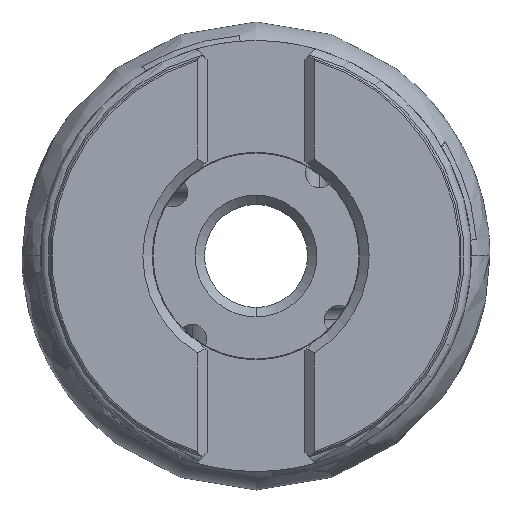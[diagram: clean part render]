
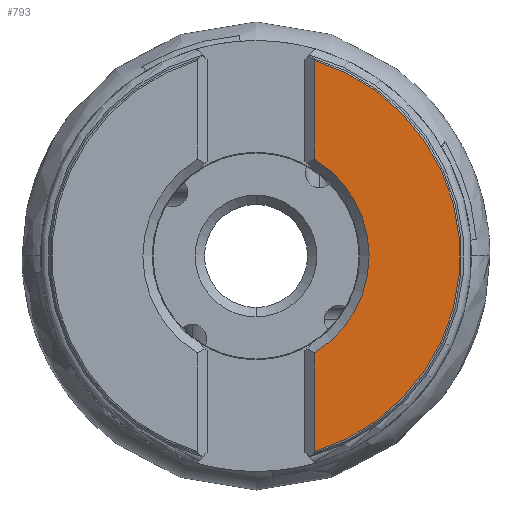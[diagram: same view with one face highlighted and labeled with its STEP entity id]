
A CAD part, left-side view. The second image highlights one B-rep face of the part: STEP entity #793.
In plain terms, the highlighted planar face has unit normal (-1, 0, 0).
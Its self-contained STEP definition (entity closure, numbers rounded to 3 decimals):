
#17 = VERTEX_POINT ( 'NONE', #7462 ) ;
#64 = CARTESIAN_POINT ( 'NONE',  ( -43.7, -6.23, -10.344 ) ) ;
#92 = LINE ( 'NONE', #5917, #7890 ) ;
#211 = DIRECTION ( 'NONE',  ( 0., 0., -1. ) ) ;
#349 = CARTESIAN_POINT ( 'NONE',  ( -43.7, -6.23, 10.344 ) ) ;
#733 = EDGE_LOOP ( 'NONE', ( #5695, #8053, #2161, #2558 ) ) ;
#793 = ADVANCED_FACE ( 'NONE', ( #3956 ), #8000, .T. ) ;
#847 = EDGE_CURVE ( 'NONE', #5535, #1879, #7444, .T. ) ;
#1227 = EDGE_CURVE ( 'NONE', #17, #7757, #3067, .T. ) ;
#1879 = VERTEX_POINT ( 'NONE', #64 ) ;
#1975 = DIRECTION ( 'NONE',  ( 1., 0., 0. ) ) ;
#2161 = ORIENTED_EDGE ( 'NONE', *, *, #1227, .F. ) ;
#2558 = ORIENTED_EDGE ( 'NONE', *, *, #7429, .T. ) ;
#2662 = CARTESIAN_POINT ( 'NONE',  ( -43.7, 0., 0. ) ) ;
#3067 = CIRCLE ( 'NONE', #4638, 21.79 ) ;
#3285 = DIRECTION ( 'NONE',  ( 1., 0., 0. ) ) ;
#3760 = CARTESIAN_POINT ( 'NONE',  ( -43.7, -6.23, -20.88 ) ) ;
#3956 = FACE_OUTER_BOUND ( 'NONE', #733, .T. ) ;
#4034 = DIRECTION ( 'NONE',  ( 0., 0., -1. ) ) ;
#4638 = AXIS2_PLACEMENT_3D ( 'NONE', #7019, #3285, #211 ) ;
#5535 = VERTEX_POINT ( 'NONE', #349 ) ;
#5695 = ORIENTED_EDGE ( 'NONE', *, *, #847, .T. ) ;
#5917 = CARTESIAN_POINT ( 'NONE',  ( -43.7, -6.23, -21.007 ) ) ;
#6215 = DIRECTION ( 'NONE',  ( -1., 0., 0. ) ) ;
#6238 = DIRECTION ( 'NONE',  ( 0., 0., 1. ) ) ;
#6443 = AXIS2_PLACEMENT_3D ( 'NONE', #7500, #6215, #6238 ) ;
#6547 = VECTOR ( 'NONE', #4034, 1000. ) ;
#6644 = LINE ( 'NONE', #7755, #6547 ) ;
#6664 = EDGE_CURVE ( 'NONE', #1879, #7757, #92, .T. ) ;
#6853 = AXIS2_PLACEMENT_3D ( 'NONE', #2662, #1975, #7029 ) ;
#7019 = CARTESIAN_POINT ( 'NONE',  ( -43.7, 0., 0. ) ) ;
#7029 = DIRECTION ( 'NONE',  ( 0., 0., -1. ) ) ;
#7429 = EDGE_CURVE ( 'NONE', #17, #5535, #6644, .T. ) ;
#7444 = CIRCLE ( 'NONE', #6853, 12.075 ) ;
#7462 = CARTESIAN_POINT ( 'NONE',  ( -43.7, -6.23, 20.88 ) ) ;
#7500 = CARTESIAN_POINT ( 'NONE',  ( -43.7, 21.79, 0. ) ) ;
#7690 = DIRECTION ( 'NONE',  ( 0., 0., -1. ) ) ;
#7755 = CARTESIAN_POINT ( 'NONE',  ( -43.7, -6.23, 10.884 ) ) ;
#7757 = VERTEX_POINT ( 'NONE', #3760 ) ;
#7890 = VECTOR ( 'NONE', #7690, 1000. ) ;
#8000 = PLANE ( 'NONE',  #6443 ) ;
#8053 = ORIENTED_EDGE ( 'NONE', *, *, #6664, .T. ) ;
